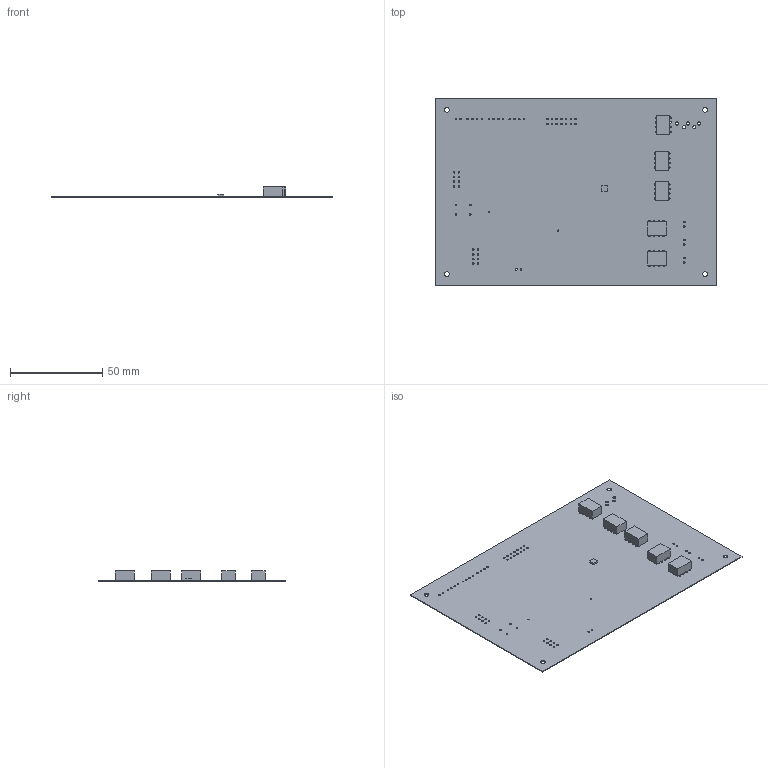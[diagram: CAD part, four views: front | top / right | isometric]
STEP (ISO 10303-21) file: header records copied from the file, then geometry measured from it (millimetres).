
FILE_DESCRIPTION(('Open CASCADE Model'),'2;1');
FILE_NAME('Open CASCADE Shape Model','2017-11-14T16:41:02',('Author'),( 'Open CASCADE'),'Open CASCADE STEP processor 6.8','Open CASCADE 6.8' ,'Unknown');
FILE_SCHEMA(('AUTOMOTIVE_DESIGN { 1 0 10303 214 1 1 1 1 }'));
Length unit declared in the file: millimetre
Products named in the file (1): PCB
Bounding box: 152.4 x 101.6 x 5.49 mm (x, y, z)
Volume: 8226.4 mm3; surface area: 32790.5 mm2
Topology: 7 solids, 7 shells, 149 faces, 405 edges, 270 vertices
Faces by surface type: cylinder 107, plane 42
Full cylindrical faces by diameter (mm): 0.762 x6, 0.9 x92, 1.689 x5, 2.54 x4
Entity records: 5291 total; most frequent: DIRECTION 919, CARTESIAN_POINT 825, ORIENTED_EDGE 810, EDGE_CURVE 405, AXIS2_PLACEMENT_3D 364, FACE_BOUND 363, EDGE_LOOP 363, VERTEX_POINT 270
